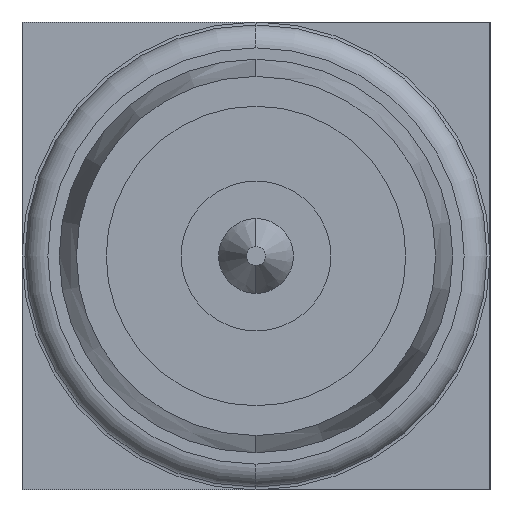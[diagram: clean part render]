
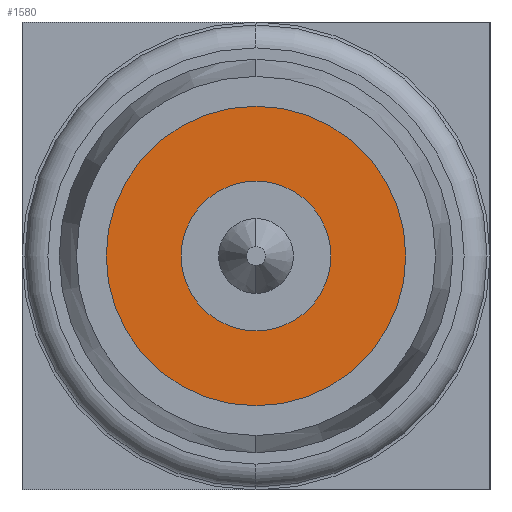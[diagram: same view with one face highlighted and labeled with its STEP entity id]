
A CAD part, left-side view. The second image highlights one B-rep face of the part: STEP entity #1580.
In plain terms, the highlighted planar face has unit normal (-1, 0, 0).
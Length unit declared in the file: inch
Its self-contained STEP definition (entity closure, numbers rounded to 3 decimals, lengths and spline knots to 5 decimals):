
#3 = FACE_BOUND ( 'NONE', #517, .T. ) ;
#7 = CARTESIAN_POINT ( 'NONE',  ( 0.22, 0., 0. ) ) ;
#42 = CARTESIAN_POINT ( 'NONE',  ( 0.22, 0., 0.08 ) ) ;
#157 = DIRECTION ( 'NONE',  ( -1., 0., 0. ) ) ;
#210 = PLANE ( 'NONE',  #325 ) ;
#296 = ORIENTED_EDGE ( 'NONE', *, *, #1432, .F. ) ;
#325 = AXIS2_PLACEMENT_3D ( 'NONE', #1503, #1804, #792 ) ;
#332 = CARTESIAN_POINT ( 'NONE',  ( 0.22, 0., 0.04 ) ) ;
#364 = VERTEX_POINT ( 'NONE', #332 ) ;
#367 = AXIS2_PLACEMENT_3D ( 'NONE', #876, #1175, #1164 ) ;
#373 = EDGE_CURVE ( 'NONE', #1547, #868, #883, .T. ) ;
#436 = ORIENTED_EDGE ( 'NONE', *, *, #1378, .F. ) ;
#517 = EDGE_LOOP ( 'NONE', ( #436, #296 ) ) ;
#629 = EDGE_LOOP ( 'NONE', ( #964, #760 ) ) ;
#674 = FACE_OUTER_BOUND ( 'NONE', #629, .T. ) ;
#706 = CARTESIAN_POINT ( 'NONE',  ( 0.22, 0., 0. ) ) ;
#739 = CIRCLE ( 'NONE', #999, 0.08 ) ;
#741 = DIRECTION ( 'NONE',  ( -1., 0., 0. ) ) ;
#760 = ORIENTED_EDGE ( 'NONE', *, *, #373, .T. ) ;
#764 = CARTESIAN_POINT ( 'NONE',  ( 0.22, 0., 0. ) ) ;
#792 = DIRECTION ( 'NONE',  ( 0., 0., 1. ) ) ;
#868 = VERTEX_POINT ( 'NONE', #42 ) ;
#876 = CARTESIAN_POINT ( 'NONE',  ( 0.22, 0., 0. ) ) ;
#883 = CIRCLE ( 'NONE', #1144, 0.08 ) ;
#898 = AXIS2_PLACEMENT_3D ( 'NONE', #7, #906, #1218 ) ;
#906 = DIRECTION ( 'NONE',  ( -1., 0., 0. ) ) ;
#913 = CARTESIAN_POINT ( 'NONE',  ( 0.22, 0., -0.04 ) ) ;
#964 = ORIENTED_EDGE ( 'NONE', *, *, #1719, .T. ) ;
#999 = AXIS2_PLACEMENT_3D ( 'NONE', #706, #157, #1596 ) ;
#1144 = AXIS2_PLACEMENT_3D ( 'NONE', #764, #741, #1756 ) ;
#1164 = DIRECTION ( 'NONE',  ( 0., 0., 1. ) ) ;
#1175 = DIRECTION ( 'NONE',  ( -1., 0., 0. ) ) ;
#1218 = DIRECTION ( 'NONE',  ( 0., 0., 1. ) ) ;
#1365 = CARTESIAN_POINT ( 'NONE',  ( 0.22, 0., -0.08 ) ) ;
#1367 = CIRCLE ( 'NONE', #367, 0.04 ) ;
#1378 = EDGE_CURVE ( 'NONE', #1571, #364, #1367, .T. ) ;
#1432 = EDGE_CURVE ( 'NONE', #364, #1571, #1795, .T. ) ;
#1503 = CARTESIAN_POINT ( 'NONE',  ( 0.22, 0., 0. ) ) ;
#1547 = VERTEX_POINT ( 'NONE', #1365 ) ;
#1571 = VERTEX_POINT ( 'NONE', #913 ) ;
#1580 = ADVANCED_FACE ( 'NONE', ( #3, #674 ), #210, .T. ) ;
#1596 = DIRECTION ( 'NONE',  ( 0., 0., 1. ) ) ;
#1719 = EDGE_CURVE ( 'NONE', #868, #1547, #739, .T. ) ;
#1756 = DIRECTION ( 'NONE',  ( 0., 0., 1. ) ) ;
#1795 = CIRCLE ( 'NONE', #898, 0.04 ) ;
#1804 = DIRECTION ( 'NONE',  ( -1., 0., 0. ) ) ;
